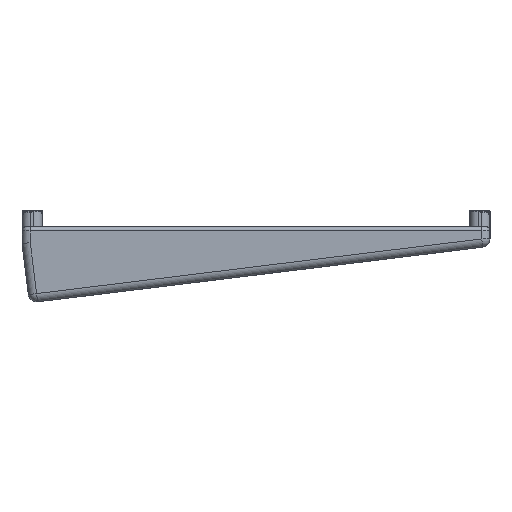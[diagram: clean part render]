
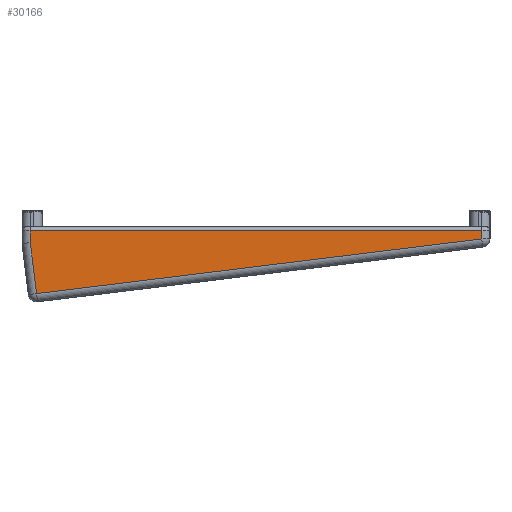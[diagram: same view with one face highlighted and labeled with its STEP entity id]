
A CAD part, left-side view. The second image highlights one B-rep face of the part: STEP entity #30166.
In plain terms, the highlighted planar face has unit normal (-1, 0, 0).
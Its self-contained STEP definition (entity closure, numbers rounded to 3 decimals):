
#305=PLANE('',#33150);
#3479=LINE('',#50840,#5610);
#3518=LINE('',#51206,#5649);
#3519=LINE('',#51208,#5650);
#3522=LINE('',#51213,#5653);
#3523=LINE('',#51216,#5654);
#5610=VECTOR('',#38536,10.);
#5649=VECTOR('',#38785,10.);
#5650=VECTOR('',#38788,10.);
#5653=VECTOR('',#38793,10.);
#5654=VECTOR('',#38798,10.);
#8191=FACE_OUTER_BOUND('',#10068,.T.);
#10068=EDGE_LOOP('',(#24599,#24600,#24601,#24602,#24603));
#14016=VERTEX_POINT('',#50832);
#14018=VERTEX_POINT('',#50838);
#14060=VERTEX_POINT('',#51168);
#14063=VERTEX_POINT('',#51175);
#14069=VERTEX_POINT('',#51212);
#17798=EDGE_CURVE('',#14018,#14016,#3479,.T.);
#17901=EDGE_CURVE('',#14016,#14063,#3518,.T.);
#17902=EDGE_CURVE('',#14063,#14060,#3519,.T.);
#17905=EDGE_CURVE('',#14060,#14069,#3522,.T.);
#17907=EDGE_CURVE('',#14069,#14018,#3523,.T.);
#24599=ORIENTED_EDGE('',*,*,#17798,.F.);
#24600=ORIENTED_EDGE('',*,*,#17907,.F.);
#24601=ORIENTED_EDGE('',*,*,#17905,.F.);
#24602=ORIENTED_EDGE('',*,*,#17902,.F.);
#24603=ORIENTED_EDGE('',*,*,#17901,.F.);
#30166=ADVANCED_FACE('',(#8191),#305,.T.);
#33150=AXIS2_PLACEMENT_3D('',#51218,#38801,#38802);
#38536=DIRECTION('',(0.,-1.,0.));
#38785=DIRECTION('',(0.,0.,-1.));
#38788=DIRECTION('',(0.,0.993,-0.122));
#38793=DIRECTION('',(0.,0.122,0.993));
#38798=DIRECTION('',(0.,0.,1.));
#38801=DIRECTION('center_axis',(-1.,0.,0.));
#38802=DIRECTION('ref_axis',(0.,0.,1.));
#50832=CARTESIAN_POINT('',(-4.15,-2.65,-7.75));
#50838=CARTESIAN_POINT('',(-4.15,78.85,-7.75));
#50840=CARTESIAN_POINT('',(-4.15,59.225,-7.75));
#51168=CARTESIAN_POINT('',(-4.15,77.724,-19.076));
#51175=CARTESIAN_POINT('',(-4.15,-2.65,-9.207));
#51206=CARTESIAN_POINT('',(-4.15,-2.65,-10.437));
#51208=CARTESIAN_POINT('',(-4.15,17.046,-11.625));
#51212=CARTESIAN_POINT('',(-4.15,78.85,-9.908));
#51213=CARTESIAN_POINT('',(-4.15,77.653,-19.654));
#51216=CARTESIAN_POINT('',(-4.15,78.85,-11.937));
#51218=CARTESIAN_POINT('Origin',(-4.15,38.1,-13.874));
